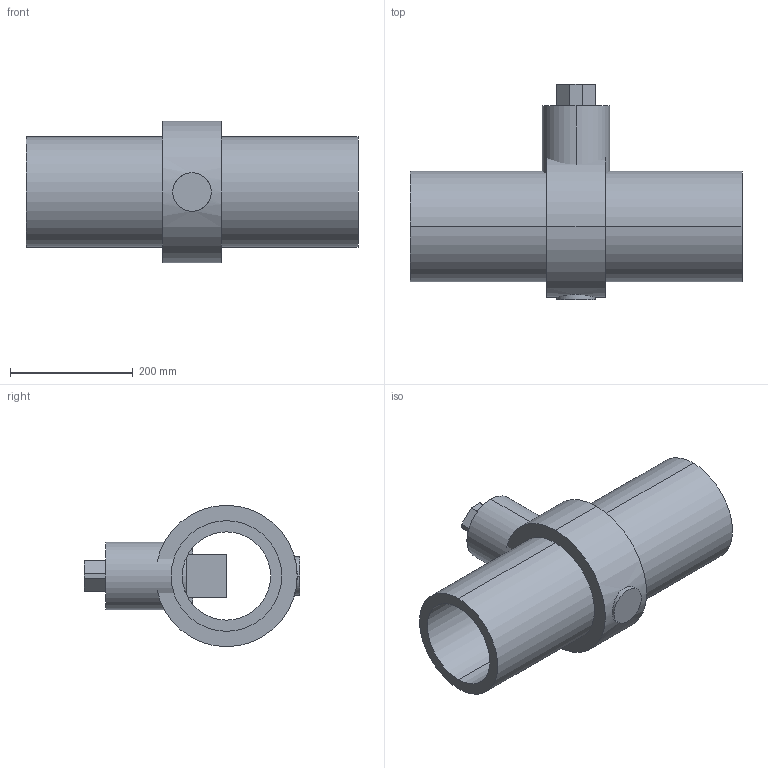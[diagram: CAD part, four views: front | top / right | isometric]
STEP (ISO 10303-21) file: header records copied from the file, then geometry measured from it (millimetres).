
FILE_DESCRIPTION (( 'STEP AP203' ), '1' );
FILE_NAME ('Ball Valve SDR11_135 117 9310 0180.step', '2022-06-27T11:04:46', ( '' ), ( '' ), 'SwSTEP 2.0', 'SolidWorks 2021', '' );
FILE_SCHEMA (( 'CONFIG_CONTROL_DESIGN' ));
Length unit declared in the file: millimetre
Products named in the file (1): Ball Valve SDR11_135 117 9310 0180
Bounding box: 540 x 350.01 x 230 mm (x, y, z)
Volume: 8100811.5 mm3; surface area: 713738.6 mm2
Topology: 2 solids, 2 shells, 59 faces, 150 edges, 100 vertices
Faces by surface type: plane 39, cylinder 20
Entity records: 1999 total; most frequent: CARTESIAN_POINT 436, DIRECTION 318, ORIENTED_EDGE 300, EDGE_CURVE 150, AXIS2_PLACEMENT_3D 110, VERTEX_POINT 100, VECTOR 98, LINE 98
